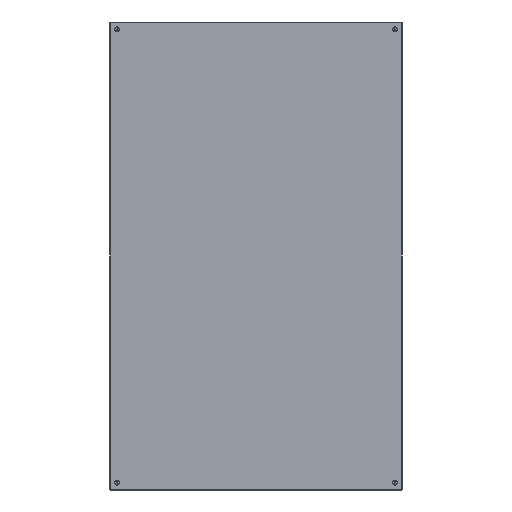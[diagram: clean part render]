
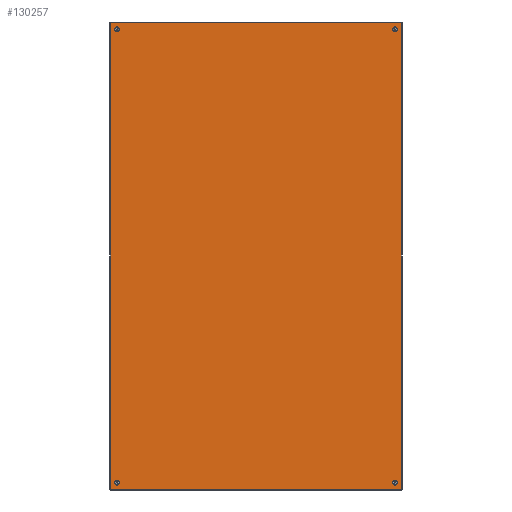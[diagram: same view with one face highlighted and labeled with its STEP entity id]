
A CAD part, left-side view. The second image highlights one B-rep face of the part: STEP entity #130257.
In plain terms, the highlighted face is planar.
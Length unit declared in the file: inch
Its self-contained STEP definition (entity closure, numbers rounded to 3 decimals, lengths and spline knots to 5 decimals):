
#687 = VECTOR ( 'NONE', #128993, 39.37008 ) ;
#1090 = DIRECTION ( 'NONE',  ( 0., -1., 0. ) ) ;
#1567 = EDGE_CURVE ( 'NONE', #100789, #60704, #71905, .T. ) ;
#1797 = EDGE_LOOP ( 'NONE', ( #115406, #56959 ) ) ;
#3212 = CARTESIAN_POINT ( 'NONE',  ( 23.928, 0., -14.892 ) ) ;
#3255 = ORIENTED_EDGE ( 'NONE', *, *, #27011, .T. ) ;
#3550 = EDGE_LOOP ( 'NONE', ( #3255, #105940 ) ) ;
#4396 = CIRCLE ( 'NONE', #5942, 0.25 ) ;
#5942 = AXIS2_PLACEMENT_3D ( 'NONE', #68353, #28130, #98834 ) ;
#7334 = VERTEX_POINT ( 'NONE', #108414 ) ;
#7839 = FACE_OUTER_BOUND ( 'NONE', #80806, .T. ) ;
#10257 = AXIS2_PLACEMENT_3D ( 'NONE', #62159, #1090, #92181 ) ;
#10678 = ORIENTED_EDGE ( 'NONE', *, *, #97113, .F. ) ;
#11372 = AXIS2_PLACEMENT_3D ( 'NONE', #51583, #50295, #102013 ) ;
#12735 = DIRECTION ( 'NONE',  ( 1., 0., 0. ) ) ;
#16222 = VERTEX_POINT ( 'NONE', #116208 ) ;
#18253 = AXIS2_PLACEMENT_3D ( 'NONE', #114900, #55148, #105614 ) ;
#19991 = VERTEX_POINT ( 'NONE', #101864 ) ;
#23322 = CARTESIAN_POINT ( 'NONE',  ( -23.25, 0., 14.25 ) ) ;
#25000 = DIRECTION ( 'NONE',  ( 0., -1., 0. ) ) ;
#26589 = CARTESIAN_POINT ( 'NONE',  ( -23.928, 0., 14.892 ) ) ;
#27011 = EDGE_CURVE ( 'NONE', #118184, #51701, #130255, .T. ) ;
#27153 = CIRCLE ( 'NONE', #126151, 0.25 ) ;
#27455 = CARTESIAN_POINT ( 'NONE',  ( 23.25, 0., 14.25 ) ) ;
#28130 = DIRECTION ( 'NONE',  ( 0., -1., 0. ) ) ;
#29094 = EDGE_CURVE ( 'NONE', #97374, #50583, #4396, .T. ) ;
#30690 = VERTEX_POINT ( 'NONE', #99561 ) ;
#31691 = EDGE_CURVE ( 'NONE', #50583, #97374, #120271, .T. ) ;
#32546 = CARTESIAN_POINT ( 'NONE',  ( 23.928, 0., 14.892 ) ) ;
#33540 = DIRECTION ( 'NONE',  ( 0., -1., 0. ) ) ;
#35947 = EDGE_CURVE ( 'NONE', #19991, #16222, #55117, .T. ) ;
#37524 = ORIENTED_EDGE ( 'NONE', *, *, #1567, .T. ) ;
#40574 = EDGE_CURVE ( 'NONE', #16222, #19991, #79960, .T. ) ;
#41786 = EDGE_CURVE ( 'NONE', #7334, #44373, #82449, .T. ) ;
#41862 = CARTESIAN_POINT ( 'NONE',  ( -23.25, 0., 14.25 ) ) ;
#44003 = CIRCLE ( 'NONE', #60170, 0.25 ) ;
#44373 = VERTEX_POINT ( 'NONE', #87721 ) ;
#44461 = DIRECTION ( 'NONE',  ( 1., 0., 0. ) ) ;
#44736 = ORIENTED_EDGE ( 'NONE', *, *, #35947, .T. ) ;
#44762 = LINE ( 'NONE', #3212, #101762 ) ;
#46023 = DIRECTION ( 'NONE',  ( -1., 0., 0. ) ) ;
#47221 = ORIENTED_EDGE ( 'NONE', *, *, #41786, .T. ) ;
#47660 = CARTESIAN_POINT ( 'NONE',  ( 23.928, 0., -14.928 ) ) ;
#50295 = DIRECTION ( 'NONE',  ( 0., -1., 0. ) ) ;
#50325 = AXIS2_PLACEMENT_3D ( 'NONE', #27455, #68550, #118085 ) ;
#50583 = VERTEX_POINT ( 'NONE', #85327 ) ;
#51583 = CARTESIAN_POINT ( 'NONE',  ( -23.25, 0., -14.25 ) ) ;
#51701 = VERTEX_POINT ( 'NONE', #91137 ) ;
#54165 = CARTESIAN_POINT ( 'NONE',  ( 23.25, 0., -14.25 ) ) ;
#55117 = CIRCLE ( 'NONE', #50325, 0.25 ) ;
#55148 = DIRECTION ( 'NONE',  ( 0., -1., 0. ) ) ;
#55586 = VECTOR ( 'NONE', #84799, 39.37008 ) ;
#56959 = ORIENTED_EDGE ( 'NONE', *, *, #77712, .T. ) ;
#57414 = ORIENTED_EDGE ( 'NONE', *, *, #110888, .F. ) ;
#57984 = CARTESIAN_POINT ( 'NONE',  ( -23., 0., 14.25 ) ) ;
#58476 = FACE_BOUND ( 'NONE', #3550, .T. ) ;
#59349 = DIRECTION ( 'NONE',  ( 1., 0., 0. ) ) ;
#60170 = AXIS2_PLACEMENT_3D ( 'NONE', #23322, #33540, #12735 ) ;
#60704 = VERTEX_POINT ( 'NONE', #129079 ) ;
#62159 = CARTESIAN_POINT ( 'NONE',  ( 23.25, 0., 14.25 ) ) ;
#62667 = CARTESIAN_POINT ( 'NONE',  ( 23., 0., -14.25 ) ) ;
#64050 = PLANE ( 'NONE',  #18253 ) ;
#68353 = CARTESIAN_POINT ( 'NONE',  ( 23.25, 0., -14.25 ) ) ;
#68550 = DIRECTION ( 'NONE',  ( 0., -1., 0. ) ) ;
#69080 = VERTEX_POINT ( 'NONE', #101916 ) ;
#69527 = CARTESIAN_POINT ( 'NONE',  ( -23.25, 0., -14.25 ) ) ;
#70089 = EDGE_CURVE ( 'NONE', #51701, #118184, #44003, .T. ) ;
#71905 = LINE ( 'NONE', #47660, #687 ) ;
#72796 = ORIENTED_EDGE ( 'NONE', *, *, #29094, .T. ) ;
#77712 = EDGE_CURVE ( 'NONE', #69080, #30690, #128380, .T. ) ;
#79960 = CIRCLE ( 'NONE', #10257, 0.25 ) ;
#80806 = EDGE_LOOP ( 'NONE', ( #10678, #47221, #57414, #37524 ) ) ;
#82449 = LINE ( 'NONE', #104779, #55586 ) ;
#82973 = LINE ( 'NONE', #26589, #109924 ) ;
#84799 = DIRECTION ( 'NONE',  ( 0., 0., 1. ) ) ;
#84852 = ORIENTED_EDGE ( 'NONE', *, *, #40574, .T. ) ;
#85316 = FACE_BOUND ( 'NONE', #114607, .T. ) ;
#85327 = CARTESIAN_POINT ( 'NONE',  ( 23.5, 0., -14.25 ) ) ;
#87721 = CARTESIAN_POINT ( 'NONE',  ( -23.928, 0., 14.892 ) ) ;
#91137 = CARTESIAN_POINT ( 'NONE',  ( -23.5, 0., 14.25 ) ) ;
#92181 = DIRECTION ( 'NONE',  ( 1., 0., 0. ) ) ;
#93702 = AXIS2_PLACEMENT_3D ( 'NONE', #54165, #25000, #44461 ) ;
#97113 = EDGE_CURVE ( 'NONE', #7334, #60704, #44762, .T. ) ;
#97374 = VERTEX_POINT ( 'NONE', #62667 ) ;
#98834 = DIRECTION ( 'NONE',  ( 1., 0., 0. ) ) ;
#99561 = CARTESIAN_POINT ( 'NONE',  ( -23., 0., -14.25 ) ) ;
#100653 = DIRECTION ( 'NONE',  ( 0., -1., 0. ) ) ;
#100704 = AXIS2_PLACEMENT_3D ( 'NONE', #41862, #100653, #131114 ) ;
#100789 = VERTEX_POINT ( 'NONE', #32546 ) ;
#101762 = VECTOR ( 'NONE', #124819, 39.37008 ) ;
#101864 = CARTESIAN_POINT ( 'NONE',  ( 23., 0., 14.25 ) ) ;
#101916 = CARTESIAN_POINT ( 'NONE',  ( -23.5, 0., -14.25 ) ) ;
#102013 = DIRECTION ( 'NONE',  ( 1., 0., 0. ) ) ;
#104779 = CARTESIAN_POINT ( 'NONE',  ( -23.928, 0., 14.928 ) ) ;
#105614 = DIRECTION ( 'NONE',  ( 1., 0., 0. ) ) ;
#105940 = ORIENTED_EDGE ( 'NONE', *, *, #70089, .T. ) ;
#108414 = CARTESIAN_POINT ( 'NONE',  ( -23.928, 0., -14.892 ) ) ;
#109924 = VECTOR ( 'NONE', #46023, 39.37008 ) ;
#110752 = FACE_BOUND ( 'NONE', #1797, .T. ) ;
#110888 = EDGE_CURVE ( 'NONE', #100789, #44373, #82973, .T. ) ;
#112285 = FACE_BOUND ( 'NONE', #113193, .T. ) ;
#112422 = EDGE_CURVE ( 'NONE', #30690, #69080, #27153, .T. ) ;
#113193 = EDGE_LOOP ( 'NONE', ( #84852, #44736 ) ) ;
#114607 = EDGE_LOOP ( 'NONE', ( #126641, #72796 ) ) ;
#114900 = CARTESIAN_POINT ( 'NONE',  ( 23.928, 0., -14.928 ) ) ;
#115406 = ORIENTED_EDGE ( 'NONE', *, *, #112422, .T. ) ;
#116208 = CARTESIAN_POINT ( 'NONE',  ( 23.5, 0., 14.25 ) ) ;
#118085 = DIRECTION ( 'NONE',  ( 1., 0., 0. ) ) ;
#118184 = VERTEX_POINT ( 'NONE', #57984 ) ;
#120271 = CIRCLE ( 'NONE', #93702, 0.25 ) ;
#120368 = DIRECTION ( 'NONE',  ( 0., -1., 0. ) ) ;
#124819 = DIRECTION ( 'NONE',  ( 1., 0., 0. ) ) ;
#126151 = AXIS2_PLACEMENT_3D ( 'NONE', #69527, #120368, #59349 ) ;
#126641 = ORIENTED_EDGE ( 'NONE', *, *, #31691, .T. ) ;
#128380 = CIRCLE ( 'NONE', #11372, 0.25 ) ;
#128993 = DIRECTION ( 'NONE',  ( 0., 0., -1. ) ) ;
#129079 = CARTESIAN_POINT ( 'NONE',  ( 23.928, 0., -14.892 ) ) ;
#130255 = CIRCLE ( 'NONE', #100704, 0.25 ) ;
#130257 = ADVANCED_FACE ( 'NONE', ( #7839, #112285, #58476, #85316, #110752 ), #64050, .F. ) ;
#131114 = DIRECTION ( 'NONE',  ( 1., 0., 0. ) ) ;
